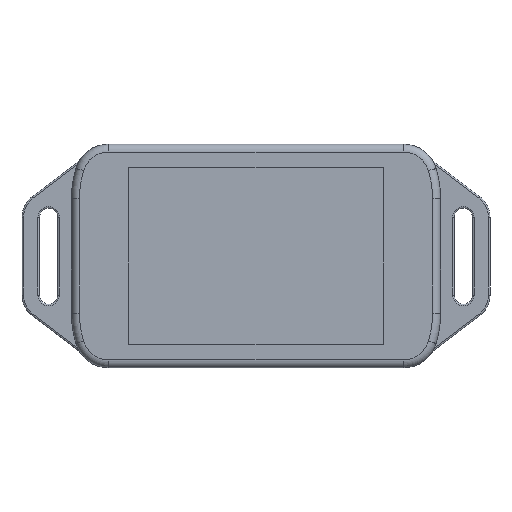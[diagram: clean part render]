
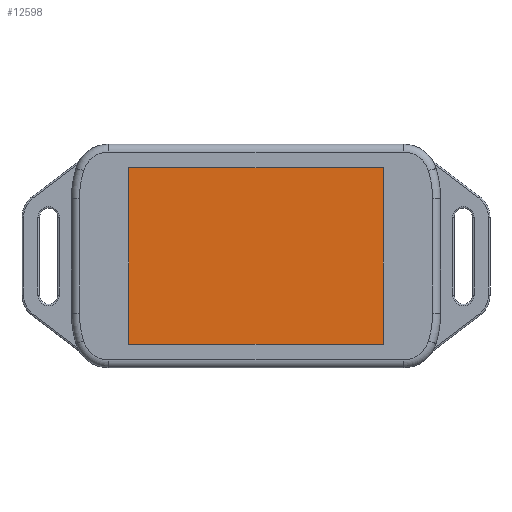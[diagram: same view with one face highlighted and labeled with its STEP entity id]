
A CAD part, top view. The second image highlights one B-rep face of the part: STEP entity #12598.
In plain terms, the highlighted face is planar.
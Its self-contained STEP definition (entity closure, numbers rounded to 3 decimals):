
#1554=LINE('',#23395,#2350);
#1557=LINE('',#23400,#2353);
#1559=LINE('',#23404,#2355);
#1560=LINE('',#23406,#2356);
#2350=VECTOR('',#17344,10.);
#2353=VECTOR('',#17349,10.);
#2355=VECTOR('',#17353,10.);
#2356=VECTOR('',#17356,10.);
#2738=PLANE('',#14045);
#3388=FACE_OUTER_BOUND('',#4211,.T.);
#4211=EDGE_LOOP('',(#11030,#11031,#11032,#11033));
#5974=VERTEX_POINT('',#23392);
#5975=VERTEX_POINT('',#23394);
#5976=VERTEX_POINT('',#23398);
#5977=VERTEX_POINT('',#23402);
#7706=EDGE_CURVE('',#5974,#5975,#1554,.T.);
#7709=EDGE_CURVE('',#5976,#5974,#1557,.T.);
#7711=EDGE_CURVE('',#5977,#5976,#1559,.T.);
#7712=EDGE_CURVE('',#5975,#5977,#1560,.T.);
#11030=ORIENTED_EDGE('',*,*,#7712,.F.);
#11031=ORIENTED_EDGE('',*,*,#7706,.F.);
#11032=ORIENTED_EDGE('',*,*,#7709,.F.);
#11033=ORIENTED_EDGE('',*,*,#7711,.F.);
#12598=ADVANCED_FACE('',(#3388),#2738,.F.);
#14045=AXIS2_PLACEMENT_3D('',#23407,#17357,#17358);
#17344=DIRECTION('',(0.,-1.,0.));
#17349=DIRECTION('',(-1.,0.,0.));
#17353=DIRECTION('',(0.,1.,0.));
#17356=DIRECTION('',(1.,0.,0.));
#17357=DIRECTION('center_axis',(0.,0.,1.));
#17358=DIRECTION('ref_axis',(1.,0.,0.));
#23392=CARTESIAN_POINT('',(-24.5,17.,-2.));
#23394=CARTESIAN_POINT('',(-24.5,-17.,-2.));
#23395=CARTESIAN_POINT('',(-24.5,17.,-2.));
#23398=CARTESIAN_POINT('',(24.5,17.,-2.));
#23400=CARTESIAN_POINT('',(24.5,17.,-2.));
#23402=CARTESIAN_POINT('',(24.5,-17.,-2.));
#23404=CARTESIAN_POINT('',(24.5,-17.,-2.));
#23406=CARTESIAN_POINT('',(-24.5,-17.,-2.));
#23407=CARTESIAN_POINT('Origin',(0.,0.,-2.));
